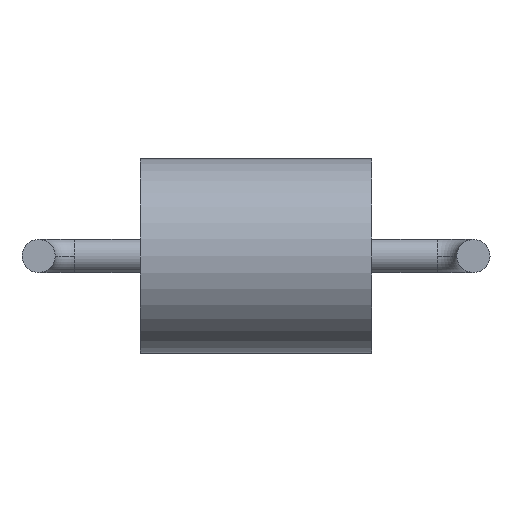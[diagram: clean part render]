
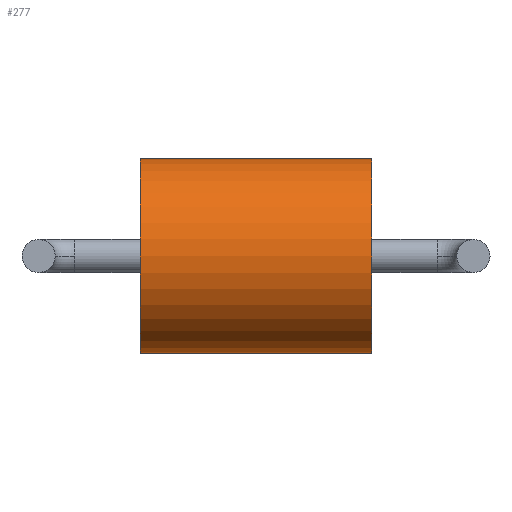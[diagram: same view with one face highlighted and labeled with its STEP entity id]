
A CAD part, front view. The second image highlights one B-rep face of the part: STEP entity #277.
In plain terms, the highlighted cylindrical face has radius 0.188 mm (diameter 0.376 mm), a partial arc.
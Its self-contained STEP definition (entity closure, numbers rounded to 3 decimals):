
#4 = CARTESIAN_POINT ( 'NONE',  ( 0.223, 0.188, 0. ) ) ;
#24 = CARTESIAN_POINT ( 'NONE',  ( -0.223, 0.188, 0. ) ) ;
#37 = VERTEX_POINT ( 'NONE', #604 ) ;
#38 = EDGE_CURVE ( 'NONE', #428, #37, #374, .T. ) ;
#44 = EDGE_CURVE ( 'NONE', #106, #37, #526, .T. ) ;
#60 = CARTESIAN_POINT ( 'NONE',  ( 0.223, 0.188, 0.188 ) ) ;
#82 = VECTOR ( 'NONE', #346, 1000. ) ;
#101 = CARTESIAN_POINT ( 'NONE',  ( 0.223, 0.188, 0. ) ) ;
#106 = VERTEX_POINT ( 'NONE', #186 ) ;
#153 = DIRECTION ( 'NONE',  ( -1., 0., 0. ) ) ;
#177 = DIRECTION ( 'NONE',  ( 0., 0., -1. ) ) ;
#183 = ORIENTED_EDGE ( 'NONE', *, *, #362, .F. ) ;
#186 = CARTESIAN_POINT ( 'NONE',  ( 0.223, 0.188, -0.188 ) ) ;
#194 = VECTOR ( 'NONE', #272, 1000. ) ;
#210 = ORIENTED_EDGE ( 'NONE', *, *, #38, .T. ) ;
#218 = DIRECTION ( 'NONE',  ( 1., 0., 0. ) ) ;
#221 = DIRECTION ( 'NONE',  ( 1., 0., 0. ) ) ;
#228 = CARTESIAN_POINT ( 'NONE',  ( 0.223, 0.188, -0.188 ) ) ;
#249 = ORIENTED_EDGE ( 'NONE', *, *, #420, .T. ) ;
#259 = EDGE_LOOP ( 'NONE', ( #533, #183, #249, #210 ) ) ;
#272 = DIRECTION ( 'NONE',  ( -1., 0., 0. ) ) ;
#277 = ADVANCED_FACE ( 'NONE', ( #371 ), #426, .T. ) ;
#346 = DIRECTION ( 'NONE',  ( -1., 0., 0. ) ) ;
#354 = CARTESIAN_POINT ( 'NONE',  ( 0.223, 0.188, 0.188 ) ) ;
#362 = EDGE_CURVE ( 'NONE', #452, #106, #518, .T. ) ;
#371 = FACE_OUTER_BOUND ( 'NONE', #259, .T. ) ;
#374 = CIRCLE ( 'NONE', #589, 0.188 ) ;
#384 = AXIS2_PLACEMENT_3D ( 'NONE', #4, #153, #587 ) ;
#420 = EDGE_CURVE ( 'NONE', #452, #428, #570, .T. ) ;
#426 = CYLINDRICAL_SURFACE ( 'NONE', #384, 0.188 ) ;
#428 = VERTEX_POINT ( 'NONE', #446 ) ;
#446 = CARTESIAN_POINT ( 'NONE',  ( -0.223, 0.188, 0.188 ) ) ;
#452 = VERTEX_POINT ( 'NONE', #60 ) ;
#518 = CIRCLE ( 'NONE', #598, 0.188 ) ;
#526 = LINE ( 'NONE', #228, #194 ) ;
#533 = ORIENTED_EDGE ( 'NONE', *, *, #44, .F. ) ;
#570 = LINE ( 'NONE', #354, #82 ) ;
#587 = DIRECTION ( 'NONE',  ( 0., 0., 1. ) ) ;
#589 = AXIS2_PLACEMENT_3D ( 'NONE', #24, #221, #177 ) ;
#590 = DIRECTION ( 'NONE',  ( 0., 0., -1. ) ) ;
#598 = AXIS2_PLACEMENT_3D ( 'NONE', #101, #218, #590 ) ;
#604 = CARTESIAN_POINT ( 'NONE',  ( -0.223, 0.188, -0.188 ) ) ;
